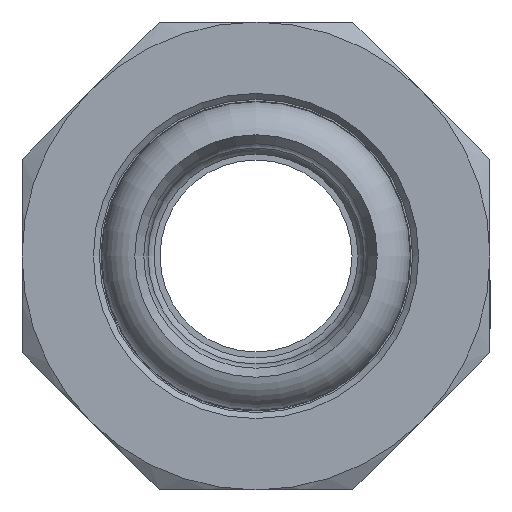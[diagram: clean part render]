
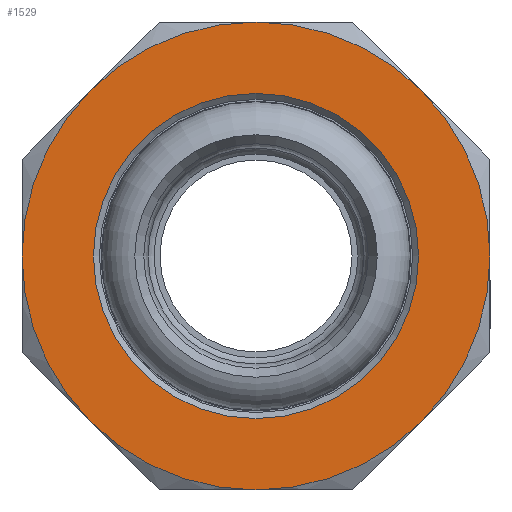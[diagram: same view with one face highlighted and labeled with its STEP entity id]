
A CAD part, front view. The second image highlights one B-rep face of the part: STEP entity #1529.
In plain terms, the highlighted planar face has unit normal (0, -1, 0).
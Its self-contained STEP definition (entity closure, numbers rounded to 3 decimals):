
#16=FACE_BOUND('',#394,.T.);
#72=PLANE('',#1739);
#303=FACE_OUTER_BOUND('',#393,.T.);
#393=EDGE_LOOP('',(#1280,#1281,#1282,#1283,#1284,#1285,#1286,#1287));
#394=EDGE_LOOP('',(#1288));
#525=CIRCLE('',#1707,19.5);
#526=CIRCLE('',#1709,19.5);
#527=CIRCLE('',#1711,19.5);
#528=CIRCLE('',#1713,19.5);
#529=CIRCLE('',#1715,19.5);
#530=CIRCLE('',#1717,19.5);
#531=CIRCLE('',#1719,19.5);
#532=CIRCLE('',#1721,19.5);
#539=CIRCLE('',#1740,13.55);
#676=VERTEX_POINT('',#2636);
#678=VERTEX_POINT('',#2641);
#679=VERTEX_POINT('',#2647);
#681=VERTEX_POINT('',#2657);
#683=VERTEX_POINT('',#2667);
#686=VERTEX_POINT('',#2681);
#688=VERTEX_POINT('',#2691);
#690=VERTEX_POINT('',#2701);
#698=VERTEX_POINT('',#2749);
#873=EDGE_CURVE('',#678,#676,#525,.T.);
#876=EDGE_CURVE('',#676,#679,#526,.T.);
#879=EDGE_CURVE('',#679,#681,#527,.T.);
#882=EDGE_CURVE('',#681,#683,#528,.T.);
#884=EDGE_CURVE('',#683,#686,#529,.T.);
#887=EDGE_CURVE('',#686,#688,#530,.T.);
#890=EDGE_CURVE('',#688,#690,#531,.T.);
#893=EDGE_CURVE('',#690,#678,#532,.T.);
#911=EDGE_CURVE('',#698,#698,#539,.T.);
#1280=ORIENTED_EDGE('',*,*,#887,.F.);
#1281=ORIENTED_EDGE('',*,*,#884,.F.);
#1282=ORIENTED_EDGE('',*,*,#882,.F.);
#1283=ORIENTED_EDGE('',*,*,#879,.F.);
#1284=ORIENTED_EDGE('',*,*,#876,.F.);
#1285=ORIENTED_EDGE('',*,*,#873,.F.);
#1286=ORIENTED_EDGE('',*,*,#893,.F.);
#1287=ORIENTED_EDGE('',*,*,#890,.F.);
#1288=ORIENTED_EDGE('',*,*,#911,.F.);
#1529=ADVANCED_FACE('',(#303,#16),#72,.T.);
#1707=AXIS2_PLACEMENT_3D('',#2645,#2087,#2088);
#1709=AXIS2_PLACEMENT_3D('',#2655,#2091,#2092);
#1711=AXIS2_PLACEMENT_3D('',#2665,#2095,#2096);
#1713=AXIS2_PLACEMENT_3D('',#2675,#2099,#2100);
#1715=AXIS2_PLACEMENT_3D('',#2682,#2103,#2104);
#1717=AXIS2_PLACEMENT_3D('',#2692,#2107,#2108);
#1719=AXIS2_PLACEMENT_3D('',#2702,#2111,#2112);
#1721=AXIS2_PLACEMENT_3D('',#2711,#2115,#2116);
#1739=AXIS2_PLACEMENT_3D('',#2748,#2161,#2162);
#1740=AXIS2_PLACEMENT_3D('',#2750,#2163,#2164);
#2087=DIRECTION('center_axis',(0.,1.,0.));
#2088=DIRECTION('ref_axis',(-1.,0.,0.));
#2091=DIRECTION('center_axis',(0.,1.,0.));
#2092=DIRECTION('ref_axis',(-1.,0.,0.));
#2095=DIRECTION('center_axis',(0.,1.,0.));
#2096=DIRECTION('ref_axis',(-1.,0.,0.));
#2099=DIRECTION('center_axis',(0.,1.,0.));
#2100=DIRECTION('ref_axis',(-1.,0.,0.));
#2103=DIRECTION('center_axis',(0.,1.,0.));
#2104=DIRECTION('ref_axis',(-1.,0.,0.));
#2107=DIRECTION('center_axis',(0.,1.,0.));
#2108=DIRECTION('ref_axis',(-1.,0.,0.));
#2111=DIRECTION('center_axis',(0.,1.,0.));
#2112=DIRECTION('ref_axis',(-1.,0.,0.));
#2115=DIRECTION('center_axis',(0.,1.,0.));
#2116=DIRECTION('ref_axis',(-1.,0.,0.));
#2161=DIRECTION('center_axis',(0.,-1.,0.));
#2162=DIRECTION('ref_axis',(0.,0.,1.));
#2163=DIRECTION('center_axis',(0.,-1.,0.));
#2164=DIRECTION('ref_axis',(0.,0.,1.));
#2636=CARTESIAN_POINT('',(0.,-8.25,19.5));
#2641=CARTESIAN_POINT('',(-13.789,-8.25,13.789));
#2645=CARTESIAN_POINT('Origin',(0.,-8.25,0.));
#2647=CARTESIAN_POINT('',(13.789,-8.25,13.789));
#2655=CARTESIAN_POINT('Origin',(0.,-8.25,0.));
#2657=CARTESIAN_POINT('',(19.5,-8.25,0.));
#2665=CARTESIAN_POINT('Origin',(0.,-8.25,0.));
#2667=CARTESIAN_POINT('',(13.789,-8.25,-13.789));
#2675=CARTESIAN_POINT('Origin',(0.,-8.25,0.));
#2681=CARTESIAN_POINT('',(0.,-8.25,-19.5));
#2682=CARTESIAN_POINT('Origin',(0.,-8.25,0.));
#2691=CARTESIAN_POINT('',(-13.789,-8.25,-13.789));
#2692=CARTESIAN_POINT('Origin',(0.,-8.25,0.));
#2701=CARTESIAN_POINT('',(-19.5,-8.25,0.));
#2702=CARTESIAN_POINT('Origin',(0.,-8.25,0.));
#2711=CARTESIAN_POINT('Origin',(0.,-8.25,0.));
#2748=CARTESIAN_POINT('Origin',(0.,-8.25,-19.5));
#2749=CARTESIAN_POINT('',(0.,-8.25,-13.55));
#2750=CARTESIAN_POINT('Origin',(0.,-8.25,0.));
